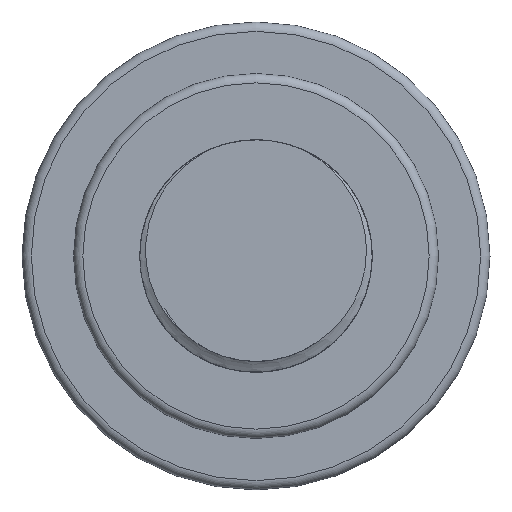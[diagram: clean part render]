
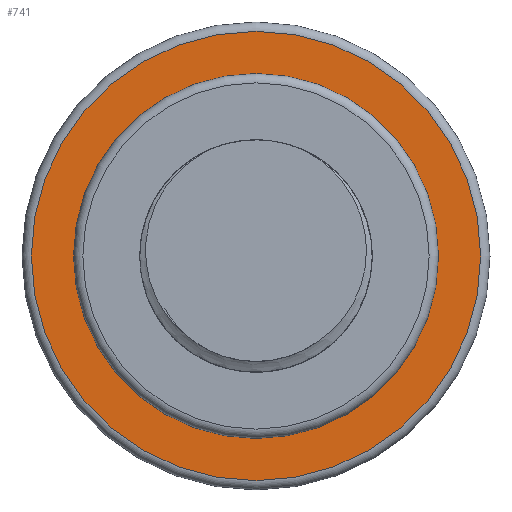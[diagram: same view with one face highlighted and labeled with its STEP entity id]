
A CAD part, front view. The second image highlights one B-rep face of the part: STEP entity #741.
In plain terms, the highlighted planar face has unit normal (0, -1, 0).
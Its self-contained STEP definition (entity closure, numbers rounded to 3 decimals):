
#17=FACE_BOUND('',#100,.T.);
#19=PLANE('',#804);
#57=FACE_OUTER_BOUND('',#99,.T.);
#99=EDGE_LOOP('',(#577));
#100=EDGE_LOOP('',(#578));
#115=CIRCLE('',#800,24.);
#118=CIRCLE('',#805,19.5);
#323=VERTEX_POINT('',#2772);
#325=VERTEX_POINT('',#2781);
#427=EDGE_CURVE('',#323,#323,#115,.T.);
#431=EDGE_CURVE('',#325,#325,#118,.T.);
#577=ORIENTED_EDGE('',*,*,#427,.F.);
#578=ORIENTED_EDGE('',*,*,#431,.T.);
#741=ADVANCED_FACE('',(#57,#17),#19,.F.);
#800=AXIS2_PLACEMENT_3D('',#2774,#921,#922);
#804=AXIS2_PLACEMENT_3D('',#2780,#930,#931);
#805=AXIS2_PLACEMENT_3D('',#2782,#932,#933);
#921=DIRECTION('center_axis',(0.,1.,0.));
#922=DIRECTION('ref_axis',(-1.,0.,0.));
#930=DIRECTION('center_axis',(0.,1.,0.));
#931=DIRECTION('ref_axis',(-1.,0.,0.));
#932=DIRECTION('center_axis',(0.,1.,0.));
#933=DIRECTION('ref_axis',(1.,0.,0.));
#2772=CARTESIAN_POINT('',(0.,7.5,-44.));
#2774=CARTESIAN_POINT('Origin',(0.,7.5,-20.));
#2780=CARTESIAN_POINT('Origin',(0.,7.5,-20.));
#2781=CARTESIAN_POINT('',(-19.5,7.5,-20.));
#2782=CARTESIAN_POINT('Origin',(0.,7.5,-20.));
